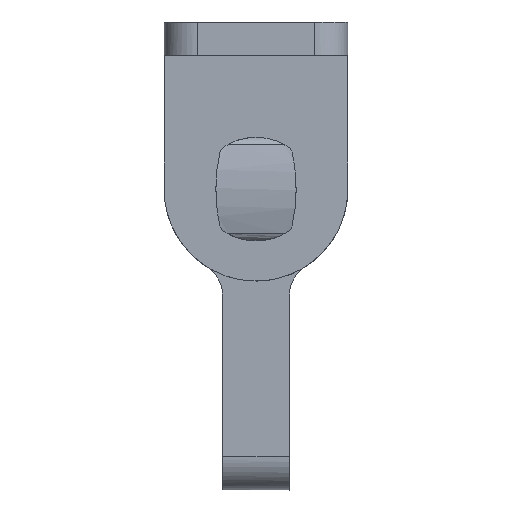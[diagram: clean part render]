
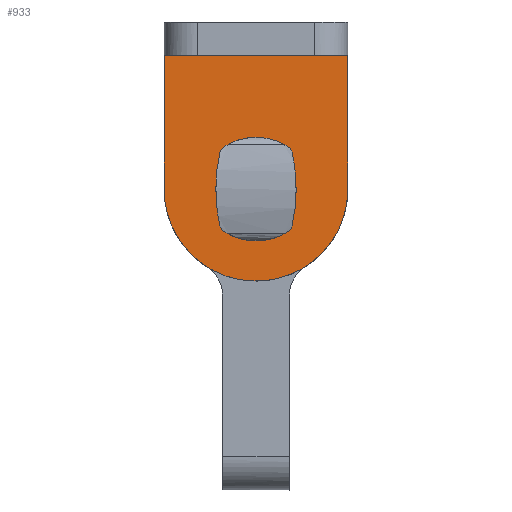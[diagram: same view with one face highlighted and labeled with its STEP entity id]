
A CAD part, left-side view. The second image highlights one B-rep face of the part: STEP entity #933.
In plain terms, the highlighted free-form (B-spline) face has degree [1, 1] with [2, 2] control points.
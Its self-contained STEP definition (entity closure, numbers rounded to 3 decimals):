
#588=CARTESIAN_POINT('',(-2.0,1.825,-1.745));
#589=VERTEX_POINT('',#588);
#590=CARTESIAN_POINT('',(-2.0,1.825,1.745));
#591=VERTEX_POINT('',#590);
#592=CARTESIAN_POINT('',(-2.0,1.825,-1.745));
#593=CARTESIAN_POINT('',(-2.0,1.825,1.745));
#594=QUASI_UNIFORM_CURVE('',1,(#592,#593),.UNSPECIFIED.,.F.,.U.);
#595=EDGE_CURVE('',#589,#591,#594,.T.);
#633=CARTESIAN_POINT('',(-2.0,-1.825,-1.745));
#634=VERTEX_POINT('',#633);
#635=CARTESIAN_POINT('',(-2.0,-1.825,-1.745));
#636=CARTESIAN_POINT('',(-2.0,-1.079,-2.525));
#637=CARTESIAN_POINT('',(-2.0,0.0,-2.525));
#638=CARTESIAN_POINT('',(-2.0,1.079,-2.525));
#639=CARTESIAN_POINT('',(-2.0,1.825,-1.745));
#647=(BOUNDED_CURVE()B_SPLINE_CURVE(2,(#635,#636,#637,#638,#639),.UNSPECIFIED.,.F.,.U.)B_SPLINE_CURVE_WITH_KNOTS((3,2,3),(0.0,0.5,1.0),.UNSPECIFIED.)CURVE()GEOMETRIC_REPRESENTATION_ITEM()RATIONAL_B_SPLINE_CURVE((1.0,0.92,1.0,0.92,1.0))REPRESENTATION_ITEM(''));
#648=EDGE_CURVE('',#634,#589,#647,.T.);
#681=CARTESIAN_POINT('',(-2.0,-1.825,1.745));
#682=VERTEX_POINT('',#681);
#683=CARTESIAN_POINT('',(-2.0,-1.825,1.745));
#684=CARTESIAN_POINT('',(-2.0,-1.825,-1.745));
#685=QUASI_UNIFORM_CURVE('',1,(#683,#684),.UNSPECIFIED.,.F.,.U.);
#686=EDGE_CURVE('',#682,#634,#685,.T.);
#718=CARTESIAN_POINT('',(-2.0,1.825,1.745));
#719=CARTESIAN_POINT('',(-2.0,1.079,2.525));
#720=CARTESIAN_POINT('',(-2.0,0.0,2.525));
#721=CARTESIAN_POINT('',(-2.0,-1.079,2.525));
#722=CARTESIAN_POINT('',(-2.0,-1.825,1.745));
#730=(BOUNDED_CURVE()B_SPLINE_CURVE(2,(#718,#719,#720,#721,#722),.UNSPECIFIED.,.F.,.U.)B_SPLINE_CURVE_WITH_KNOTS((3,2,3),(0.0,0.5,1.0),.UNSPECIFIED.)CURVE()GEOMETRIC_REPRESENTATION_ITEM()RATIONAL_B_SPLINE_CURVE((1.0,0.92,1.0,0.92,1.0))REPRESENTATION_ITEM(''));
#731=EDGE_CURVE('',#591,#682,#730,.T.);
#771=CARTESIAN_POINT('',(-2.0,-5.5,0.));
#772=VERTEX_POINT('',#771);
#773=CARTESIAN_POINT('',(-2.0,5.5,0.));
#774=VERTEX_POINT('',#773);
#775=CARTESIAN_POINT('',(-2.0,-5.5,0.));
#776=CARTESIAN_POINT('',(-2.,-5.5,-3.175));
#777=CARTESIAN_POINT('',(-2.0,-2.75,-4.763));
#778=CARTESIAN_POINT('',(-2.,0.,-6.351));
#779=CARTESIAN_POINT('',(-2.0,2.75,-4.763));
#780=CARTESIAN_POINT('',(-2.,5.5,-3.175));
#781=CARTESIAN_POINT('',(-2.0,5.5,0.0));
#789=(BOUNDED_CURVE()B_SPLINE_CURVE(2,(#775,#776,#777,#778,#779,#780,#781),.UNSPECIFIED.,.F.,.U.)B_SPLINE_CURVE_WITH_KNOTS((3,2,2,3),(0.0,0.333,0.667,1.0),.UNSPECIFIED.)CURVE()GEOMETRIC_REPRESENTATION_ITEM()RATIONAL_B_SPLINE_CURVE((1.0,0.866,1.0,0.866,1.0,0.866,1.0))REPRESENTATION_ITEM(''));
#790=EDGE_CURVE('',#772,#774,#789,.T.);
#863=CARTESIAN_POINT('',(-2.0,5.5,8.));
#864=VERTEX_POINT('',#863);
#865=CARTESIAN_POINT('',(-2.0,5.5,8.));
#866=CARTESIAN_POINT('',(-2.0,5.5,0.));
#867=QUASI_UNIFORM_CURVE('',1,(#865,#866),.UNSPECIFIED.,.F.,.U.);
#868=EDGE_CURVE('',#864,#774,#867,.T.);
#896=CARTESIAN_POINT('',(-2.0,-5.5,8.));
#897=VERTEX_POINT('',#896);
#903=CARTESIAN_POINT('',(-2.0,-5.5,0.));
#904=CARTESIAN_POINT('',(-2.0,-5.5,8.));
#905=QUASI_UNIFORM_CURVE('',1,(#903,#904),.UNSPECIFIED.,.F.,.U.);
#906=EDGE_CURVE('',#772,#897,#905,.T.);
#912=CARTESIAN_POINT('',(-2.0,-6.049,8.674));
#913=CARTESIAN_POINT('',(-2.0,6.049,8.674));
#914=CARTESIAN_POINT('',(-2.0,-6.049,-6.174));
#915=CARTESIAN_POINT('',(-2.0,6.049,-6.174));
#916=B_SPLINE_SURFACE_WITH_KNOTS('',1,1,((#912,#914),(#913,#915)),.UNSPECIFIED.,.F.,.F.,.U.,(2,2),(2,2),(0.0,12.099),(0.0,14.849),.UNSPECIFIED.);
#917=ORIENTED_EDGE('',*,*,#906,.T.);
#918=CARTESIAN_POINT('',(-2.0,-5.5,8.));
#919=CARTESIAN_POINT('',(-2.0,5.5,8.));
#920=QUASI_UNIFORM_CURVE('',1,(#918,#919),.UNSPECIFIED.,.F.,.U.);
#921=EDGE_CURVE('',#897,#864,#920,.T.);
#922=ORIENTED_EDGE('',*,*,#921,.T.);
#923=ORIENTED_EDGE('',*,*,#868,.T.);
#924=ORIENTED_EDGE('',*,*,#790,.F.);
#925=EDGE_LOOP('',(#917,#922,#923,#924));
#926=FACE_OUTER_BOUND('',#925,.T.);
#927=ORIENTED_EDGE('',*,*,#731,.T.);
#928=ORIENTED_EDGE('',*,*,#686,.T.);
#929=ORIENTED_EDGE('',*,*,#648,.T.);
#930=ORIENTED_EDGE('',*,*,#595,.T.);
#931=EDGE_LOOP('',(#927,#928,#929,#930));
#932=FACE_BOUND('',#931,.T.);
#933=ADVANCED_FACE('',(#926,#932),#916,.T.);
